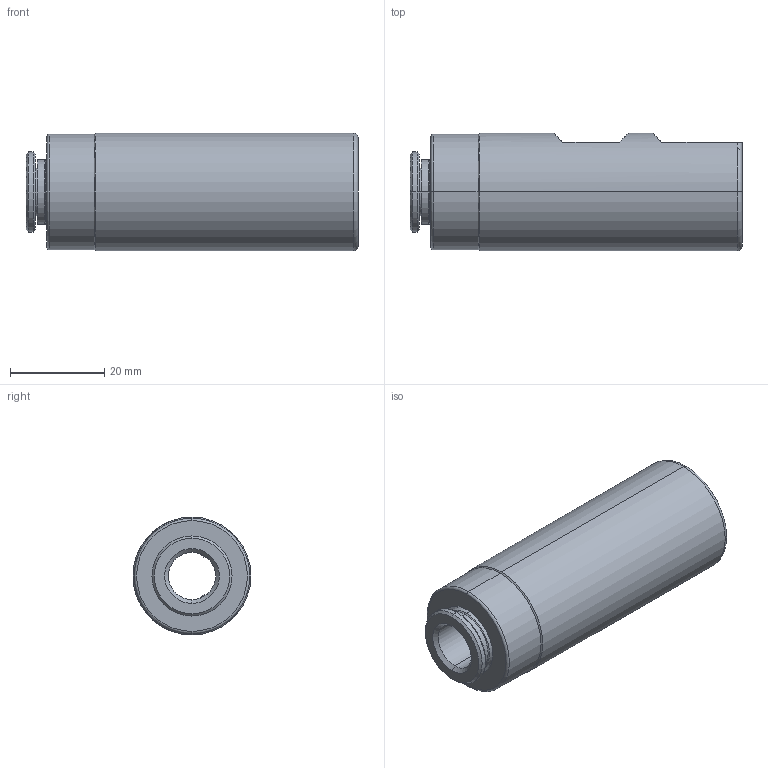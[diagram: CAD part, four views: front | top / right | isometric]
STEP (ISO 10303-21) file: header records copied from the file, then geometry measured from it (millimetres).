
FILE_DESCRIPTION (( 'STEP AP203' ), '1' );
FILE_NAME ('79-S.16.25.108.STEP', '2019-04-16T07:03:59', ( 'Acer' ), ( '' ), 'SwSTEP 2.0', 'SolidWorks 2018', '' );
FILE_SCHEMA (( 'CONFIG_CONTROL_DESIGN' ));
Length unit declared in the file: millimetre
Products named in the file (1): 79-S.16.25.108
Bounding box: 70.43 x 25 x 25 mm (x, y, z)
Surface area: 8437.4 mm2 (no closed solid volume)
Topology: 0 solids, 5 shells, 45 faces, 117 edges, 76 vertices
Faces by surface type: cylinder 14, cone 12, plane 8, torus 7, sphere 4
Entity records: 1516 total; most frequent: CARTESIAN_POINT 383, DIRECTION 244, ORIENTED_EDGE 190, EDGE_CURVE 107, AXIS2_PLACEMENT_3D 105, VERTEX_POINT 70, CIRCLE 59, EDGE_LOOP 52
